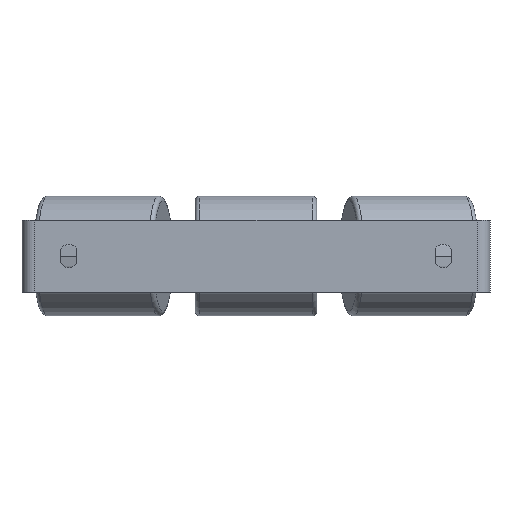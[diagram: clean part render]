
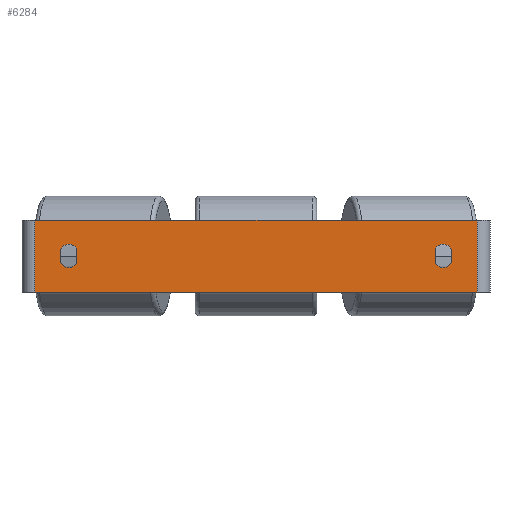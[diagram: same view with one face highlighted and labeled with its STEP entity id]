
A CAD part, front view. The second image highlights one B-rep face of the part: STEP entity #6284.
In plain terms, the highlighted planar face has unit normal (0, -1, 0).
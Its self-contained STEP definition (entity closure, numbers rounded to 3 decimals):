
#205 = VERTEX_POINT ( 'NONE', #1257 ) ;
#208 = CARTESIAN_POINT ( 'NONE',  ( -208., 0., -3. ) ) ;
#211 = FACE_BOUND ( 'NONE', #8185, .T. ) ;
#303 = ORIENTED_EDGE ( 'NONE', *, *, #5609, .T. ) ;
#374 = DIRECTION ( 'NONE',  ( 0., -1., 0. ) ) ;
#414 = LINE ( 'NONE', #3009, #7934 ) ;
#436 = DIRECTION ( 'NONE',  ( 0., 1., 0. ) ) ;
#478 = LINE ( 'NONE', #5754, #4327 ) ;
#494 = CARTESIAN_POINT ( 'NONE',  ( -208., 0., -3. ) ) ;
#577 = VECTOR ( 'NONE', #7411, 1000. ) ;
#607 = DIRECTION ( 'NONE',  ( 0., 0., 1. ) ) ;
#715 = CARTESIAN_POINT ( 'NONE',  ( 199., 0., -7.359 ) ) ;
#763 = DIRECTION ( 'NONE',  ( 1., 0., 0. ) ) ;
#889 = CARTESIAN_POINT ( 'NONE',  ( 199., 0., 7.359 ) ) ;
#992 = CIRCLE ( 'NONE', #5743, 10. ) ;
#1049 = DIRECTION ( 'NONE',  ( 0., 1., 0. ) ) ;
#1066 = CARTESIAN_POINT ( 'NONE',  ( -199., 0., -7.359 ) ) ;
#1176 = EDGE_CURVE ( 'NONE', #5295, #205, #6002, .T. ) ;
#1257 = CARTESIAN_POINT ( 'NONE',  ( 246., 0., 40. ) ) ;
#1336 = EDGE_CURVE ( 'NONE', #6817, #6735, #2033, .T. ) ;
#1344 = DIRECTION ( 'NONE',  ( 0., 0., -1. ) ) ;
#1359 = CARTESIAN_POINT ( 'NONE',  ( -260., 0., 40. ) ) ;
#1407 = EDGE_CURVE ( 'NONE', #8178, #6092, #8421, .T. ) ;
#1452 = ORIENTED_EDGE ( 'NONE', *, *, #5402, .F. ) ;
#1566 = DIRECTION ( 'NONE',  ( 0., 0., -1. ) ) ;
#1581 = LINE ( 'NONE', #1066, #6917 ) ;
#1661 = CARTESIAN_POINT ( 'NONE',  ( -217., 0., 7.359 ) ) ;
#1691 = CARTESIAN_POINT ( 'NONE',  ( 208., 0., -3. ) ) ;
#1697 = VERTEX_POINT ( 'NONE', #8125 ) ;
#1792 = ORIENTED_EDGE ( 'NONE', *, *, #1336, .F. ) ;
#1852 = EDGE_CURVE ( 'NONE', #3763, #7837, #5559, .T. ) ;
#2008 = FACE_OUTER_BOUND ( 'NONE', #4678, .T. ) ;
#2033 = CIRCLE ( 'NONE', #2300, 10. ) ;
#2040 = AXIS2_PLACEMENT_3D ( 'NONE', #8361, #436, #6446 ) ;
#2082 = EDGE_CURVE ( 'NONE', #7514, #6817, #1581, .T. ) ;
#2136 = ORIENTED_EDGE ( 'NONE', *, *, #2082, .F. ) ;
#2169 = LINE ( 'NONE', #4165, #577 ) ;
#2170 = DIRECTION ( 'NONE',  ( 0., -1., 0. ) ) ;
#2181 = EDGE_CURVE ( 'NONE', #5623, #8178, #478, .T. ) ;
#2202 = VECTOR ( 'NONE', #1344, 1000. ) ;
#2227 = CARTESIAN_POINT ( 'NONE',  ( -208., 0., -13. ) ) ;
#2300 = AXIS2_PLACEMENT_3D ( 'NONE', #6046, #374, #5390 ) ;
#2477 = CARTESIAN_POINT ( 'NONE',  ( -260., 0., -40. ) ) ;
#2710 = VECTOR ( 'NONE', #763, 1000. ) ;
#2845 = CARTESIAN_POINT ( 'NONE',  ( 208., 0., 3. ) ) ;
#2864 = ORIENTED_EDGE ( 'NONE', *, *, #8261, .F. ) ;
#3009 = CARTESIAN_POINT ( 'NONE',  ( 246., 0., 40. ) ) ;
#3011 = DIRECTION ( 'NONE',  ( 0., 0., -1. ) ) ;
#3139 = VECTOR ( 'NONE', #1566, 1000. ) ;
#3248 = AXIS2_PLACEMENT_3D ( 'NONE', #2845, #4131, #4759 ) ;
#3448 = DIRECTION ( 'NONE',  ( 0., 1., 0. ) ) ;
#3469 = EDGE_CURVE ( 'NONE', #1697, #5623, #6388, .T. ) ;
#3545 = CARTESIAN_POINT ( 'NONE',  ( 217., 0., 7.359 ) ) ;
#3546 = DIRECTION ( 'NONE',  ( 0., 0., 1. ) ) ;
#3673 = ORIENTED_EDGE ( 'NONE', *, *, #7174, .F. ) ;
#3697 = AXIS2_PLACEMENT_3D ( 'NONE', #1359, #3448, #5273 ) ;
#3763 = VERTEX_POINT ( 'NONE', #8137 ) ;
#4029 = ORIENTED_EDGE ( 'NONE', *, *, #2181, .T. ) ;
#4130 = DIRECTION ( 'NONE',  ( 0., 0., -1. ) ) ;
#4131 = DIRECTION ( 'NONE',  ( 0., 1., 0. ) ) ;
#4165 = CARTESIAN_POINT ( 'NONE',  ( -217., 0., -7.359 ) ) ;
#4209 = CARTESIAN_POINT ( 'NONE',  ( 217., 0., -7.359 ) ) ;
#4251 = DIRECTION ( 'NONE',  ( 0., 0., -1. ) ) ;
#4327 = VECTOR ( 'NONE', #607, 1000. ) ;
#4547 = CARTESIAN_POINT ( 'NONE',  ( -246., 0., 40. ) ) ;
#4636 = CARTESIAN_POINT ( 'NONE',  ( -246., 0., 40. ) ) ;
#4678 = EDGE_LOOP ( 'NONE', ( #5413, #3673, #5752, #303 ) ) ;
#4759 = DIRECTION ( 'NONE',  ( 0., 0., 1. ) ) ;
#4802 = LINE ( 'NONE', #4209, #3139 ) ;
#5002 = DIRECTION ( 'NONE',  ( 0., 0., -1. ) ) ;
#5012 = VERTEX_POINT ( 'NONE', #6862 ) ;
#5187 = CARTESIAN_POINT ( 'NONE',  ( -260., 0., 40. ) ) ;
#5208 = AXIS2_PLACEMENT_3D ( 'NONE', #208, #2170, #4130 ) ;
#5273 = DIRECTION ( 'NONE',  ( 0., 0., 1. ) ) ;
#5295 = VERTEX_POINT ( 'NONE', #4636 ) ;
#5390 = DIRECTION ( 'NONE',  ( 0., 0., 1. ) ) ;
#5402 = EDGE_CURVE ( 'NONE', #6735, #3763, #2169, .T. ) ;
#5413 = ORIENTED_EDGE ( 'NONE', *, *, #6148, .T. ) ;
#5440 = EDGE_CURVE ( 'NONE', #6092, #6459, #4802, .T. ) ;
#5485 = EDGE_LOOP ( 'NONE', ( #6024, #8232, #8399, #8020, #4029 ) ) ;
#5559 = CIRCLE ( 'NONE', #6504, 10. ) ;
#5574 = CARTESIAN_POINT ( 'NONE',  ( -199., 0., 7.359 ) ) ;
#5609 = EDGE_CURVE ( 'NONE', #5295, #5012, #7151, .T. ) ;
#5623 = VERTEX_POINT ( 'NONE', #715 ) ;
#5743 = AXIS2_PLACEMENT_3D ( 'NONE', #1691, #1049, #3011 ) ;
#5752 = ORIENTED_EDGE ( 'NONE', *, *, #1176, .F. ) ;
#5754 = CARTESIAN_POINT ( 'NONE',  ( 199., 0., -7.359 ) ) ;
#5757 = CARTESIAN_POINT ( 'NONE',  ( 217., 0., -7.359 ) ) ;
#5800 = DIRECTION ( 'NONE',  ( 0., -1., 0. ) ) ;
#6002 = LINE ( 'NONE', #5187, #2710 ) ;
#6024 = ORIENTED_EDGE ( 'NONE', *, *, #1407, .T. ) ;
#6046 = CARTESIAN_POINT ( 'NONE',  ( -208., 0., 3. ) ) ;
#6056 = VERTEX_POINT ( 'NONE', #6703 ) ;
#6092 = VERTEX_POINT ( 'NONE', #3545 ) ;
#6148 = EDGE_CURVE ( 'NONE', #5012, #6056, #6441, .T. ) ;
#6158 = CIRCLE ( 'NONE', #5208, 10. ) ;
#6284 = ADVANCED_FACE ( 'NONE', ( #2008, #211, #7255 ), #7969, .F. ) ;
#6388 = CIRCLE ( 'NONE', #2040, 10. ) ;
#6441 = LINE ( 'NONE', #2477, #7784 ) ;
#6446 = DIRECTION ( 'NONE',  ( 0., 0., -1. ) ) ;
#6459 = VERTEX_POINT ( 'NONE', #5757 ) ;
#6504 = AXIS2_PLACEMENT_3D ( 'NONE', #494, #5800, #5002 ) ;
#6667 = CARTESIAN_POINT ( 'NONE',  ( -199., 0., -7.359 ) ) ;
#6703 = CARTESIAN_POINT ( 'NONE',  ( 246., 0., -40. ) ) ;
#6735 = VERTEX_POINT ( 'NONE', #1661 ) ;
#6817 = VERTEX_POINT ( 'NONE', #5574 ) ;
#6862 = CARTESIAN_POINT ( 'NONE',  ( -246., 0., -40. ) ) ;
#6917 = VECTOR ( 'NONE', #3546, 1000. ) ;
#7151 = LINE ( 'NONE', #4547, #2202 ) ;
#7174 = EDGE_CURVE ( 'NONE', #205, #6056, #414, .T. ) ;
#7255 = FACE_BOUND ( 'NONE', #5485, .T. ) ;
#7411 = DIRECTION ( 'NONE',  ( 0., 0., -1. ) ) ;
#7514 = VERTEX_POINT ( 'NONE', #6667 ) ;
#7683 = ORIENTED_EDGE ( 'NONE', *, *, #1852, .F. ) ;
#7784 = VECTOR ( 'NONE', #7804, 1000. ) ;
#7804 = DIRECTION ( 'NONE',  ( 1., 0., 0. ) ) ;
#7837 = VERTEX_POINT ( 'NONE', #2227 ) ;
#7934 = VECTOR ( 'NONE', #4251, 1000. ) ;
#7969 = PLANE ( 'NONE',  #3697 ) ;
#8020 = ORIENTED_EDGE ( 'NONE', *, *, #3469, .T. ) ;
#8125 = CARTESIAN_POINT ( 'NONE',  ( 208., 0., -13. ) ) ;
#8137 = CARTESIAN_POINT ( 'NONE',  ( -217., 0., -7.359 ) ) ;
#8178 = VERTEX_POINT ( 'NONE', #889 ) ;
#8185 = EDGE_LOOP ( 'NONE', ( #1452, #1792, #2136, #2864, #7683 ) ) ;
#8232 = ORIENTED_EDGE ( 'NONE', *, *, #5440, .T. ) ;
#8261 = EDGE_CURVE ( 'NONE', #7837, #7514, #6158, .T. ) ;
#8331 = EDGE_CURVE ( 'NONE', #6459, #1697, #992, .T. ) ;
#8361 = CARTESIAN_POINT ( 'NONE',  ( 208., 0., -3. ) ) ;
#8399 = ORIENTED_EDGE ( 'NONE', *, *, #8331, .T. ) ;
#8421 = CIRCLE ( 'NONE', #3248, 10. ) ;
